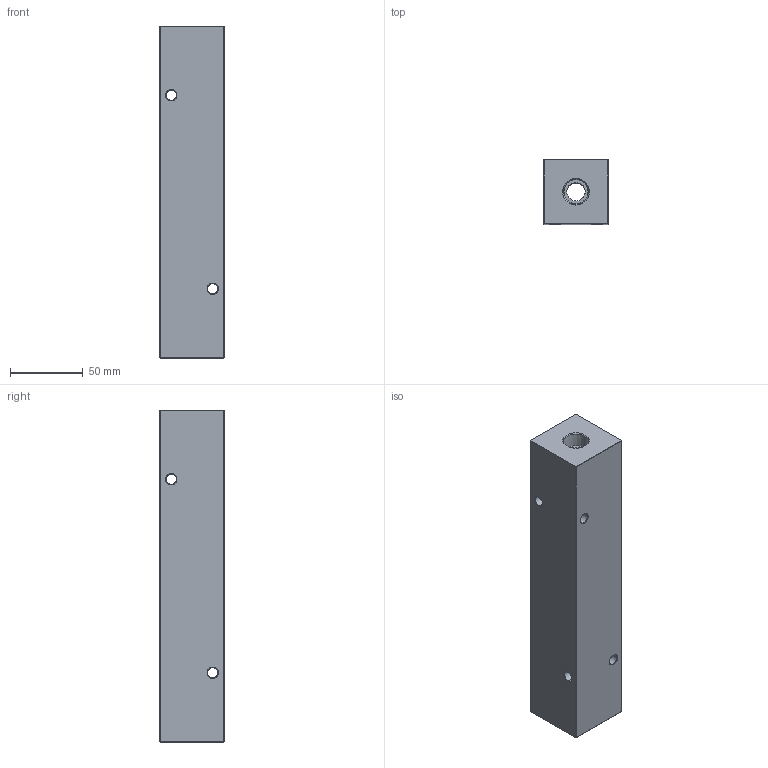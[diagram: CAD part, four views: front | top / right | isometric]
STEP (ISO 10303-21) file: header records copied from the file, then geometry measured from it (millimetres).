
FILE_DESCRIPTION (( 'STEP AP203' ), '1' );
FILE_NAME ('HM-5-90-P-6-4.STEP', '2020-10-29T20:27:21', ( '' ), ( '' ), 'SwSTEP 2.0', 'SolidWorks 2019', '' );
FILE_SCHEMA (( 'CONFIG_CONTROL_DESIGN' ));
Length unit declared in the file: inch
Products named in the file (1): HM-5-90-P-6-4
Bounding box: 44.45 x 44.45 x 228.6 mm (x, y, z)
Volume: 393541.6 mm3; surface area: 61318.4 mm2
Topology: 1 solids, 1 shells, 523 faces, 1369 edges, 892 vertices
Faces by surface type: plane 256, bspline 185, cone 44, cylinder 38
Entity records: 25686 total; most frequent: CARTESIAN_POINT 13983, ORIENTED_EDGE 2738, DIRECTION 1738, EDGE_CURVE 1369, VERTEX_POINT 892, VECTOR 836, LINE 836, EDGE_LOOP 601
